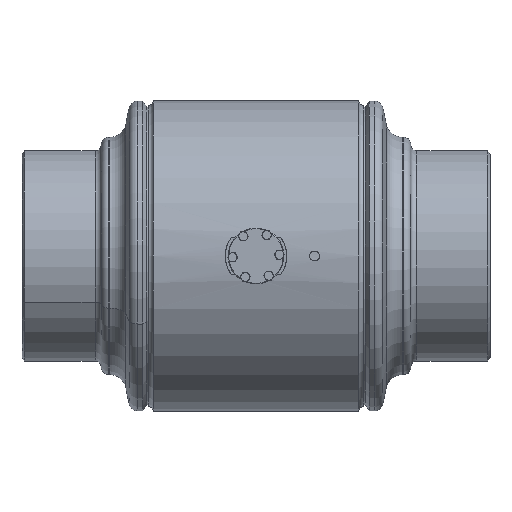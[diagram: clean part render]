
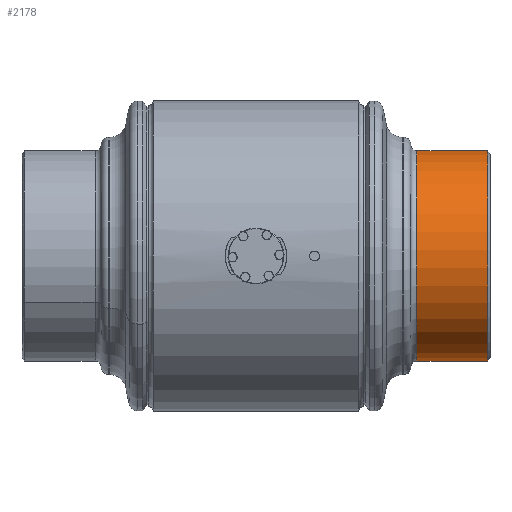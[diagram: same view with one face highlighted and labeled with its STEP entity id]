
A CAD part, front view. The second image highlights one B-rep face of the part: STEP entity #2178.
In plain terms, the highlighted cylindrical face has radius 188.5 mm (diameter 377 mm), a partial arc.
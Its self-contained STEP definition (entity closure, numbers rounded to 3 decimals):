
#9 = VERTEX_POINT ( 'NONE', #7590 ) ;
#622 = CARTESIAN_POINT ( 'NONE',  ( 0., 0., 0. ) ) ;
#705 = DIRECTION ( 'NONE',  ( 0., 0., -1. ) ) ;
#881 = ORIENTED_EDGE ( 'NONE', *, *, #2603, .T. ) ;
#900 = CARTESIAN_POINT ( 'NONE',  ( 0., 0., 188.5 ) ) ;
#1236 = CARTESIAN_POINT ( 'NONE',  ( 0., -134.799, 188.5 ) ) ;
#1417 = CARTESIAN_POINT ( 'NONE',  ( 0., -134.799, 0. ) ) ;
#1954 = CIRCLE ( 'NONE', #7556, 188.5 ) ;
#2178 = ADVANCED_FACE ( 'NONE', ( #5711 ), #10594, .T. ) ;
#2262 = DIRECTION ( 'NONE',  ( 0., 0., -1. ) ) ;
#2429 = VERTEX_POINT ( 'NONE', #4701 ) ;
#2603 = EDGE_CURVE ( 'NONE', #2429, #9, #2751, .T. ) ;
#2605 = ORIENTED_EDGE ( 'NONE', *, *, #3362, .F. ) ;
#2751 = CIRCLE ( 'NONE', #10225, 188.5 ) ;
#3362 = EDGE_CURVE ( 'NONE', #2429, #3654, #6132, .T. ) ;
#3573 = VECTOR ( 'NONE', #9437, 1000. ) ;
#3654 = VERTEX_POINT ( 'NONE', #1236 ) ;
#3912 = DIRECTION ( 'NONE',  ( 0., -1., 0. ) ) ;
#4126 = ORIENTED_EDGE ( 'NONE', *, *, #9667, .T. ) ;
#4265 = CARTESIAN_POINT ( 'NONE',  ( 0., -8., 0. ) ) ;
#4701 = CARTESIAN_POINT ( 'NONE',  ( 0., -8., 188.5 ) ) ;
#4779 = VECTOR ( 'NONE', #3912, 1000. ) ;
#5337 = ORIENTED_EDGE ( 'NONE', *, *, #8211, .F. ) ;
#5711 = FACE_OUTER_BOUND ( 'NONE', #8260, .T. ) ;
#5968 = DIRECTION ( 'NONE',  ( 0., 0., -1. ) ) ;
#6132 = LINE ( 'NONE', #900, #3573 ) ;
#6477 = DIRECTION ( 'NONE',  ( 0., -1., 0. ) ) ;
#7376 = LINE ( 'NONE', #8058, #4779 ) ;
#7387 = DIRECTION ( 'NONE',  ( 0., -1., 0. ) ) ;
#7556 = AXIS2_PLACEMENT_3D ( 'NONE', #1417, #7387, #705 ) ;
#7590 = CARTESIAN_POINT ( 'NONE',  ( 0., -8., -188.5 ) ) ;
#7610 = DIRECTION ( 'NONE',  ( 0., -1., 0. ) ) ;
#7995 = AXIS2_PLACEMENT_3D ( 'NONE', #622, #6477, #2262 ) ;
#8058 = CARTESIAN_POINT ( 'NONE',  ( 0., 0., -188.5 ) ) ;
#8211 = EDGE_CURVE ( 'NONE', #3654, #10037, #1954, .T. ) ;
#8260 = EDGE_LOOP ( 'NONE', ( #2605, #881, #4126, #5337 ) ) ;
#9437 = DIRECTION ( 'NONE',  ( 0., -1., 0. ) ) ;
#9667 = EDGE_CURVE ( 'NONE', #9, #10037, #7376, .T. ) ;
#10037 = VERTEX_POINT ( 'NONE', #10545 ) ;
#10225 = AXIS2_PLACEMENT_3D ( 'NONE', #4265, #7610, #5968 ) ;
#10545 = CARTESIAN_POINT ( 'NONE',  ( 0., -134.799, -188.5 ) ) ;
#10594 = CYLINDRICAL_SURFACE ( 'NONE', #7995, 188.5 ) ;
